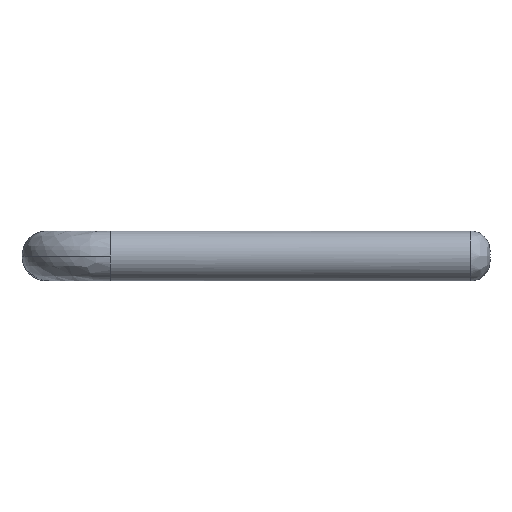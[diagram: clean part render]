
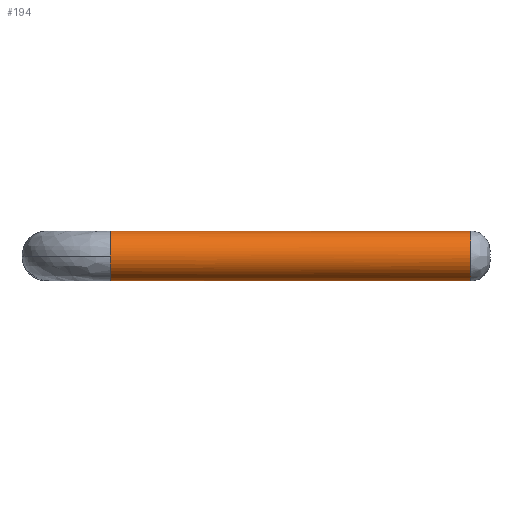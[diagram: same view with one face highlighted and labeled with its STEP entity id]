
A CAD part, left-side view. The second image highlights one B-rep face of the part: STEP entity #194.
In plain terms, the highlighted free-form (B-spline) face has degree [2, 1] with [9, 2] control points.
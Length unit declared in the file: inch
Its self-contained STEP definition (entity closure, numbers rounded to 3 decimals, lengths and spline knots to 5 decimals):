
#194=ADVANCED_FACE('',(#210),#561,.T.);
#210=FACE_OUTER_BOUND('',#226,.T.);
#226=EDGE_LOOP('',(#250,#251,#252,#253,#254));
#250=ORIENTED_EDGE('',*,*,#330,.T.);
#251=ORIENTED_EDGE('',*,*,#331,.T.);
#252=ORIENTED_EDGE('',*,*,#332,.T.);
#253=ORIENTED_EDGE('',*,*,#333,.T.);
#254=ORIENTED_EDGE('',*,*,#334,.T.);
#330=EDGE_CURVE('',#490,#491,#410,.T.);
#331=EDGE_CURVE('',#491,#492,#411,.T.);
#332=EDGE_CURVE('',#492,#493,#412,.T.);
#333=EDGE_CURVE('',#493,#494,#413,.T.);
#334=EDGE_CURVE('',#494,#490,#414,.T.);
#410=(
BOUNDED_CURVE()
B_SPLINE_CURVE(1,(#714,#715),.UNSPECIFIED.,.F.,.F.)
B_SPLINE_CURVE_WITH_KNOTS((2,2),(-0.285,0.),.UNSPECIFIED.)
CURVE()
GEOMETRIC_REPRESENTATION_ITEM()
RATIONAL_B_SPLINE_CURVE((1.,1.))
REPRESENTATION_ITEM('')
);
#411=(
BOUNDED_CURVE()
B_SPLINE_CURVE(2,(#716,#717,#718),.UNSPECIFIED.,.F.,.F.)
B_SPLINE_CURVE_WITH_KNOTS((3,3),(-0.03092,0.),.UNSPECIFIED.)
CURVE()
GEOMETRIC_REPRESENTATION_ITEM()
RATIONAL_B_SPLINE_CURVE((1.,0.707,1.))
REPRESENTATION_ITEM('')
);
#412=(
BOUNDED_CURVE()
B_SPLINE_CURVE(2,(#719,#720,#721),.UNSPECIFIED.,.F.,.F.)
B_SPLINE_CURVE_WITH_KNOTS((3,3),(-0.03092,0.),.UNSPECIFIED.)
CURVE()
GEOMETRIC_REPRESENTATION_ITEM()
RATIONAL_B_SPLINE_CURVE((1.,0.707,1.))
REPRESENTATION_ITEM('')
);
#413=(
BOUNDED_CURVE()
B_SPLINE_CURVE(1,(#722,#723),.UNSPECIFIED.,.F.,.F.)
B_SPLINE_CURVE_WITH_KNOTS((2,2),(0.,0.285),.UNSPECIFIED.)
CURVE()
GEOMETRIC_REPRESENTATION_ITEM()
RATIONAL_B_SPLINE_CURVE((1.,1.))
REPRESENTATION_ITEM('')
);
#414=(
BOUNDED_CURVE()
B_SPLINE_CURVE(2,(#724,#725,#726,#727,#728),.UNSPECIFIED.,.F.,.F.)
B_SPLINE_CURVE_WITH_KNOTS((3,2,3),(0.,0.03092,0.06184),
 .UNSPECIFIED.)
CURVE()
GEOMETRIC_REPRESENTATION_ITEM()
RATIONAL_B_SPLINE_CURVE((1.,0.707,1.,0.707,1.))
REPRESENTATION_ITEM('')
);
#490=VERTEX_POINT('',#709);
#491=VERTEX_POINT('',#710);
#492=VERTEX_POINT('',#711);
#493=VERTEX_POINT('',#712);
#494=VERTEX_POINT('',#713);
#561=(
BOUNDED_SURFACE()
B_SPLINE_SURFACE(2,1,((#691,#692),(#693,#694),(#695,#696),(#697,#698),(#699,
#700),(#701,#702),(#703,#704),(#705,#706),(#707,#708)),.UNSPECIFIED.,.T.,
 .F.,.F.)
B_SPLINE_SURFACE_WITH_KNOTS((3,2,2,2,3),(2,2),(0.,0.03092,0.06184,
0.09276,0.12368),(0.,0.34272),.UNSPECIFIED.)
GEOMETRIC_REPRESENTATION_ITEM()
RATIONAL_B_SPLINE_SURFACE(((1.,1.),(0.707,0.707),
(1.,1.),(0.707,0.707),(1.,1.),(0.707,
0.707),(1.,1.),(0.707,0.707),(1.,1.)))
REPRESENTATION_ITEM('')
SURFACE()
);
#691=CARTESIAN_POINT('',(-0.03096,0.04362,0.));
#692=CARTESIAN_POINT('',(-0.03096,-0.2991,0.));
#693=CARTESIAN_POINT('',(-0.03096,0.04362,0.01969));
#694=CARTESIAN_POINT('',(-0.03096,-0.2991,0.01969));
#695=CARTESIAN_POINT('',(-0.05065,0.04362,0.01969));
#696=CARTESIAN_POINT('',(-0.05065,-0.2991,0.01969));
#697=CARTESIAN_POINT('',(-0.07033,0.04362,0.01969));
#698=CARTESIAN_POINT('',(-0.07033,-0.2991,0.01969));
#699=CARTESIAN_POINT('',(-0.07033,0.04362,0.));
#700=CARTESIAN_POINT('',(-0.07033,-0.2991,0.));
#701=CARTESIAN_POINT('',(-0.07033,0.04362,-0.01969));
#702=CARTESIAN_POINT('',(-0.07033,-0.2991,-0.01969));
#703=CARTESIAN_POINT('',(-0.05065,0.04362,-0.01969));
#704=CARTESIAN_POINT('',(-0.05065,-0.2991,-0.01969));
#705=CARTESIAN_POINT('',(-0.03096,0.04362,-0.01969));
#706=CARTESIAN_POINT('',(-0.03096,-0.2991,-0.01969));
#707=CARTESIAN_POINT('',(-0.03096,0.04362,0.));
#708=CARTESIAN_POINT('',(-0.03096,-0.2991,0.));
#709=CARTESIAN_POINT('',(-0.05065,-0.27024,0.01969));
#710=CARTESIAN_POINT('',(-0.05065,0.01476,0.01969));
#711=CARTESIAN_POINT('',(-0.07033,0.01476,0.));
#712=CARTESIAN_POINT('',(-0.05065,0.01476,-0.01969));
#713=CARTESIAN_POINT('',(-0.05065,-0.27024,-0.01969));
#714=CARTESIAN_POINT('',(-0.05065,-0.27024,0.01969));
#715=CARTESIAN_POINT('',(-0.05065,0.01476,0.01969));
#716=CARTESIAN_POINT('',(-0.05065,0.01476,0.01969));
#717=CARTESIAN_POINT('',(-0.07033,0.01476,0.01969));
#718=CARTESIAN_POINT('',(-0.07033,0.01476,0.));
#719=CARTESIAN_POINT('',(-0.07033,0.01476,0.));
#720=CARTESIAN_POINT('',(-0.07033,0.01476,-0.01969));
#721=CARTESIAN_POINT('',(-0.05065,0.01476,-0.01969));
#722=CARTESIAN_POINT('',(-0.05065,0.01476,-0.01969));
#723=CARTESIAN_POINT('',(-0.05065,-0.27024,-0.01969));
#724=CARTESIAN_POINT('',(-0.05065,-0.27024,-0.01969));
#725=CARTESIAN_POINT('',(-0.07033,-0.27024,-0.01969));
#726=CARTESIAN_POINT('',(-0.07033,-0.27024,0.));
#727=CARTESIAN_POINT('',(-0.07033,-0.27024,0.01969));
#728=CARTESIAN_POINT('',(-0.05065,-0.27024,0.01969));
